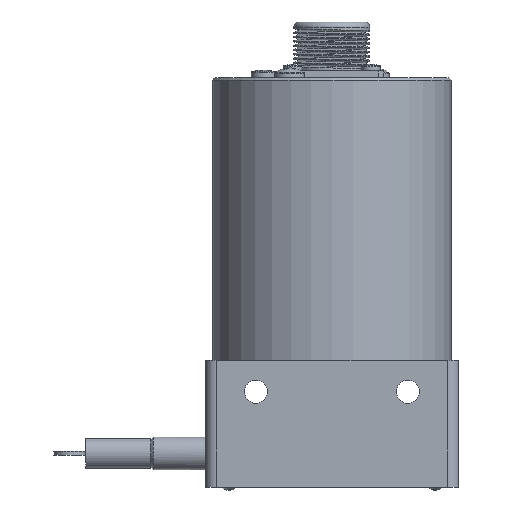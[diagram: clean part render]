
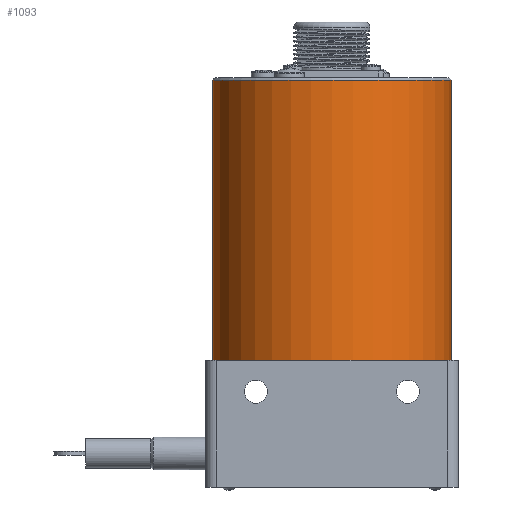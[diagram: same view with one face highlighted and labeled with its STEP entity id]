
A CAD part, front view. The second image highlights one B-rep face of the part: STEP entity #1093.
In plain terms, the highlighted cylindrical face has radius 34.925 mm (diameter 69.85 mm), a full revolution.
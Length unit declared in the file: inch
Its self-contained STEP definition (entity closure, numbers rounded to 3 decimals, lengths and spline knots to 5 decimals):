
#1066=CARTESIAN_POINT('',(1.455,-0.45467,4.66));
#1067=DIRECTION('',(0.0,0.0,-1.0));
#1068=DIRECTION('',(-1.0,0.0,0.0));
#1069=AXIS2_PLACEMENT_3D('',#1066,#1067,#1068);
#1070=CYLINDRICAL_SURFACE('',#1069,1.375);
#1071=CARTESIAN_POINT('',(2.83,-0.45467,4.69));
#1072=VERTEX_POINT('',#1071);
#1073=CARTESIAN_POINT('',(1.455,-0.45467,4.69));
#1074=DIRECTION('',(0.0,0.0,1.0));
#1075=DIRECTION('',(1.0,0.0,0.0));
#1076=AXIS2_PLACEMENT_3D('',#1073,#1074,#1075);
#1077=CIRCLE('',#1076,1.375);
#1078=EDGE_CURVE('',#1072,#1072,#1077,.T.);
#1079=ORIENTED_EDGE('',*,*,#1078,.F.);
#1080=EDGE_LOOP('',(#1079));
#1081=FACE_OUTER_BOUND('',#1080,.T.);
#1082=CARTESIAN_POINT('',(2.83,-0.45467,1.46));
#1083=VERTEX_POINT('',#1082);
#1084=CARTESIAN_POINT('',(1.455,-0.45467,1.46));
#1085=DIRECTION('',(0.0,0.0,-1.0));
#1086=DIRECTION('',(-1.0,0.0,0.0));
#1087=AXIS2_PLACEMENT_3D('',#1084,#1085,#1086);
#1088=CIRCLE('',#1087,1.375);
#1089=EDGE_CURVE('',#1083,#1083,#1088,.T.);
#1090=ORIENTED_EDGE('',*,*,#1089,.F.);
#1091=EDGE_LOOP('',(#1090));
#1092=FACE_BOUND('',#1091,.T.);
#1093=ADVANCED_FACE('',(#1081,#1092),#1070,.T.);
